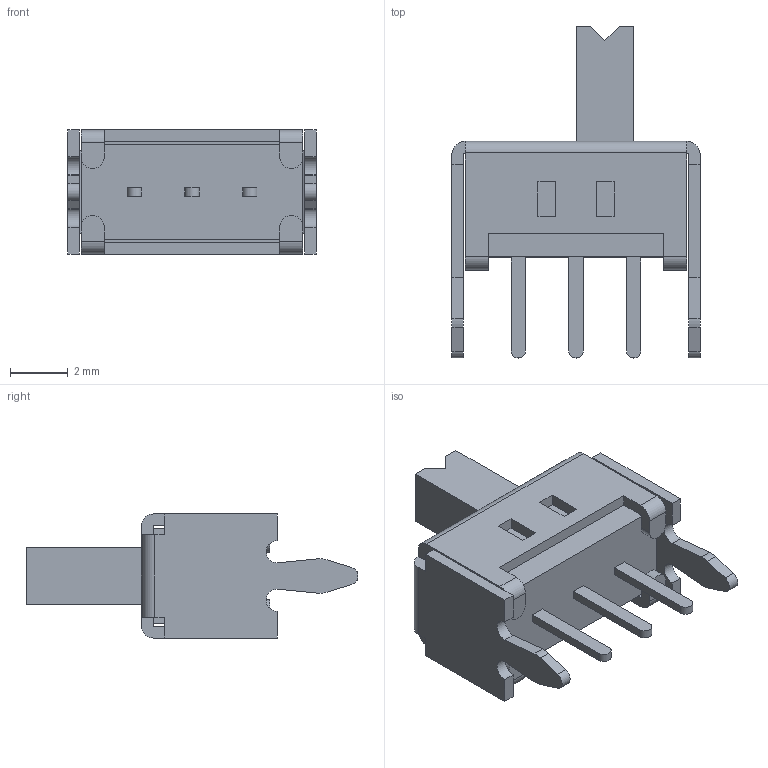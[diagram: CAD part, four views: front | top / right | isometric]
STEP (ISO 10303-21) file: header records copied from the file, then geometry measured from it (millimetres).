
FILE_DESCRIPTION (( 'STEP AP214' ), '1' );
FILE_NAME ('SS12D07VG4.stp', '2021-05-16T05:30:12', ( '' ), ( '' ), 'SwSTEP 2.0', 'SolidWorks 2020', '' );
FILE_SCHEMA (( 'AUTOMOTIVE_DESIGN' ));
Length unit declared in the file: metre
Products named in the file (1): SS12D07VG4
Bounding box: 8.6 x 11.5 x 4.3 mm (x, y, z)
Volume: 154.9 mm3; surface area: 416.2 mm2
Topology: 1 solids, 1 shells, 178 faces, 491 edges, 324 vertices
Faces by surface type: plane 125, cylinder 31, bspline 22
Entity records: 6116 total; most frequent: CARTESIAN_POINT 1460, ORIENTED_EDGE 982, DIRECTION 823, EDGE_CURVE 491, VECTOR 385, LINE 385, VERTEX_POINT 324, AXIS2_PLACEMENT_3D 219
